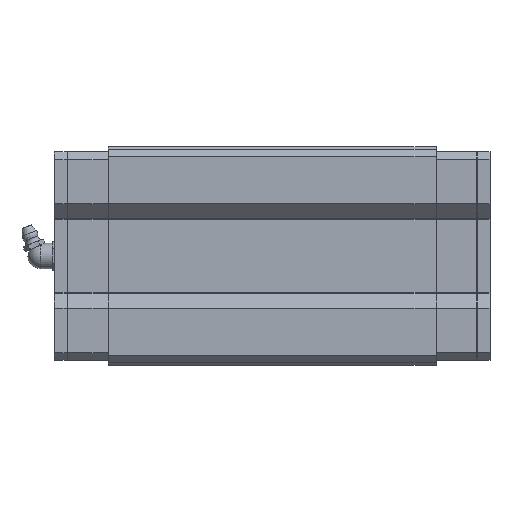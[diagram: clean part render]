
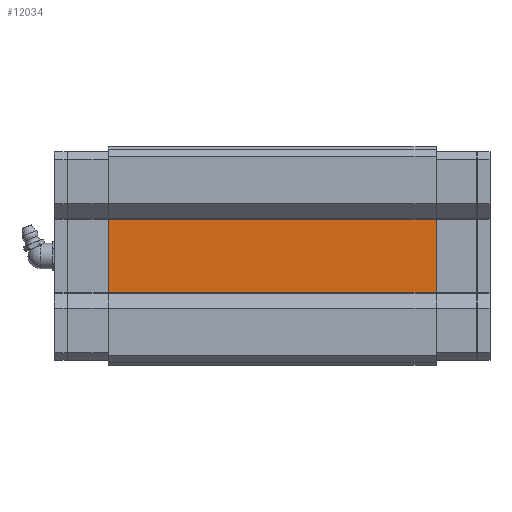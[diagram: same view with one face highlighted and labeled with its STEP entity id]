
A CAD part, front view. The second image highlights one B-rep face of the part: STEP entity #12034.
In plain terms, the highlighted planar face has unit normal (0, -1, 0).
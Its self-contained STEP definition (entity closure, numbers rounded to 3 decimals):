
#371=PLANE('',#13024);
#1046=FACE_OUTER_BOUND('',#1735,.T.);
#1735=EDGE_LOOP('',(#10066,#10067,#10068,#10069));
#2795=LINE('',#18912,#4125);
#2857=LINE('',#19056,#4187);
#2872=LINE('',#19089,#4202);
#2873=LINE('',#19091,#4203);
#4125=VECTOR('',#15378,10.);
#4187=VECTOR('',#15466,10.);
#4202=VECTOR('',#15509,160.8);
#4203=VECTOR('',#15512,160.8);
#5728=VERTEX_POINT('',#18909);
#5729=VERTEX_POINT('',#18911);
#5797=VERTEX_POINT('',#19053);
#5798=VERTEX_POINT('',#19055);
#7222=EDGE_CURVE('',#5729,#5728,#2795,.T.);
#7296=EDGE_CURVE('',#5797,#5798,#2857,.T.);
#7313=EDGE_CURVE('',#5797,#5729,#2872,.T.);
#7314=EDGE_CURVE('',#5798,#5728,#2873,.T.);
#10066=ORIENTED_EDGE('',*,*,#7296,.F.);
#10067=ORIENTED_EDGE('',*,*,#7313,.T.);
#10068=ORIENTED_EDGE('',*,*,#7222,.T.);
#10069=ORIENTED_EDGE('',*,*,#7314,.F.);
#12034=ADVANCED_FACE('',(#1046),#371,.T.);
#13024=AXIS2_PLACEMENT_3D('',#19090,#15510,#15511);
#15378=DIRECTION('',(1.,0.,0.));
#15466=DIRECTION('',(1.,0.,0.));
#15509=DIRECTION('',(0.,0.,-1.));
#15510=DIRECTION('center_axis',(0.,-1.,0.));
#15511=DIRECTION('ref_axis',(1.,0.,0.));
#15512=DIRECTION('',(0.,0.,-1.));
#18909=CARTESIAN_POINT('',(14.4,0.,-64.4));
#18911=CARTESIAN_POINT('',(-14.4,0.,-64.4));
#18912=CARTESIAN_POINT('',(-7.2,0.,-64.4));
#19053=CARTESIAN_POINT('',(-14.4,0.,64.4));
#19055=CARTESIAN_POINT('',(14.4,0.,64.4));
#19056=CARTESIAN_POINT('',(-7.2,0.,64.4));
#19089=CARTESIAN_POINT('',(-14.4,0.,127.5));
#19090=CARTESIAN_POINT('Origin',(-14.4,0.,-64.4));
#19091=CARTESIAN_POINT('',(14.4,0.,127.5));
